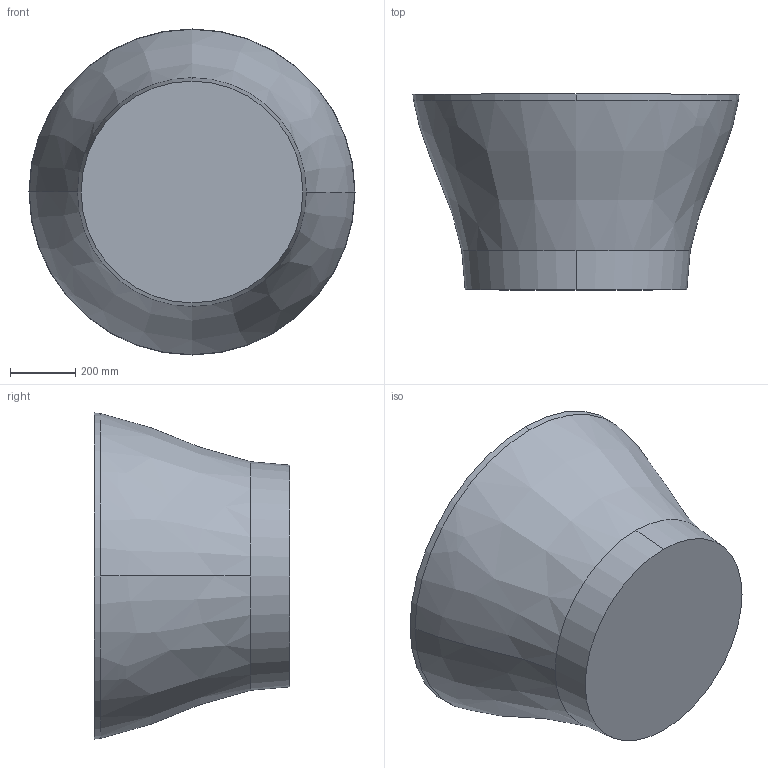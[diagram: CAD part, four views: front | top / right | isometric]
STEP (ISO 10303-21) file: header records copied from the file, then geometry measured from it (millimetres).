
FILE_DESCRIPTION (( 'STEP AP214' ), '1' );
FILE_NAME ('BP1.STEP', '2021-04-21T11:49:42', ( '' ), ( '' ), 'SwSTEP 2.0', 'SolidWorks 2020', '' );
FILE_SCHEMA (( 'AUTOMOTIVE_DESIGN' ));
Length unit declared in the file: millimetre
Products named in the file (1): BP1
Bounding box: 1000 x 600 x 1000 mm (x, y, z)
Volume: 45616325.7 mm3; surface area: 3831861 mm2
Topology: 1 solids, 1 shells, 15 faces, 36 edges, 24 vertices
Faces by surface type: cone 8, bspline 4, plane 3
Entity records: 626 total; most frequent: CARTESIAN_POINT 238, DIRECTION 80, ORIENTED_EDGE 72, EDGE_CURVE 36, AXIS2_PLACEMENT_3D 36, CIRCLE 24, VERTEX_POINT 24, EDGE_LOOP 16
